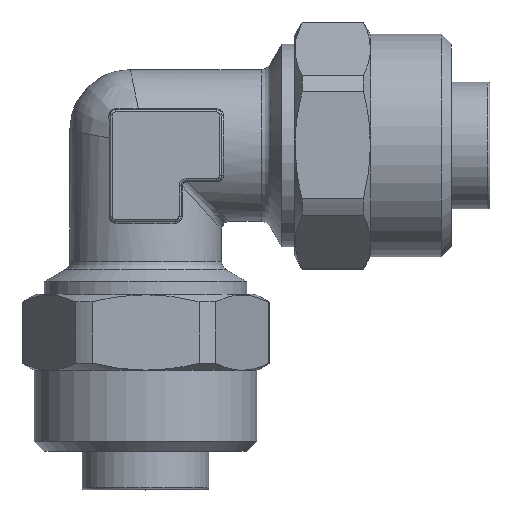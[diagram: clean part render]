
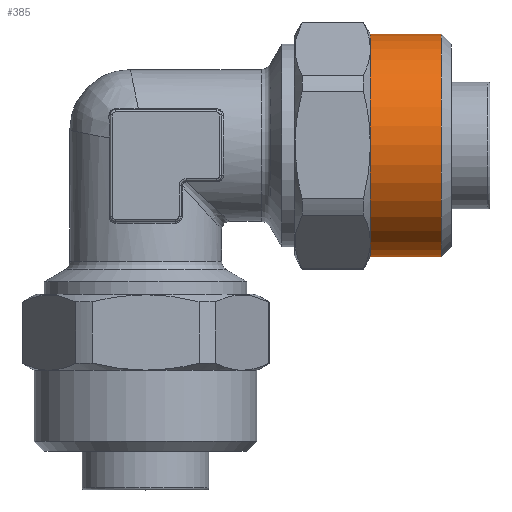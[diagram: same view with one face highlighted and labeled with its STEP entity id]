
A CAD part, top view. The second image highlights one B-rep face of the part: STEP entity #385.
In plain terms, the highlighted cylindrical face has radius 11 mm (diameter 22 mm), a full revolution.
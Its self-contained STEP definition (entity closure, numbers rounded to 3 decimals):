
#385 = ADVANCED_FACE( 'NONE', ( #845, #846 ), #847, .T. );
#845 = FACE_OUTER_BOUND( '', #1816, .T. );
#846 = FACE_OUTER_BOUND( '', #1817, .T. );
#847 = CYLINDRICAL_SURFACE( '', #1818, 11. );
#1816 = EDGE_LOOP( '', ( #2990, #2991, #2992, #2993, #2994, #2995 ) );
#1817 = EDGE_LOOP( '', ( #2996 ) );
#1818 = AXIS2_PLACEMENT_3D( '', #2997, #2998, #2999 );
#2990 = ORIENTED_EDGE( '', *, *, #3872, .F. );
#2991 = ORIENTED_EDGE( '', *, *, #3873, .F. );
#2992 = ORIENTED_EDGE( '', *, *, #3825, .F. );
#2993 = ORIENTED_EDGE( '', *, *, #3668, .F. );
#2994 = ORIENTED_EDGE( '', *, *, #3631, .F. );
#2995 = ORIENTED_EDGE( '', *, *, #3874, .F. );
#2996 = ORIENTED_EDGE( '', *, *, #3816, .T. );
#2997 = CARTESIAN_POINT( '', ( 11.487, 0., 0. ) );
#2998 = DIRECTION( '', ( 1., 0., 0. ) );
#2999 = DIRECTION( '', ( 0., 0., -1. ) );
#3631 = EDGE_CURVE( 'NONE', #4238, #3986, #4240, .T. );
#3668 = EDGE_CURVE( 'NONE', #3986, #4293, #4296, .T. );
#3816 = EDGE_CURVE( 'NONE', #4512, #4512, #4513, .T. );
#3825 = EDGE_CURVE( 'NONE', #4293, #4412, #4523, .T. );
#3872 = EDGE_CURVE( 'NONE', #4492, #4226, #4585, .T. );
#3873 = EDGE_CURVE( 'NONE', #4412, #4492, #4586, .T. );
#3874 = EDGE_CURVE( 'NONE', #4226, #4238, #4587, .T. );
#3986 = VERTEX_POINT( 'NONE', #4717 );
#4226 = VERTEX_POINT( 'NONE', #5304 );
#4238 = VERTEX_POINT( 'NONE', #5334 );
#4240 = CIRCLE( '', #5340, 11. );
#4293 = VERTEX_POINT( 'NONE', #5464 );
#4296 = CIRCLE( '', #5471, 11. );
#4412 = VERTEX_POINT( 'NONE', #5748 );
#4492 = VERTEX_POINT( 'NONE', #5940 );
#4512 = VERTEX_POINT( '', #5987 );
#4513 = CIRCLE( '', #5988, 11. );
#4523 = CIRCLE( '', #5999, 11. );
#4585 = CIRCLE( '', #6069, 11. );
#4586 = CIRCLE( '', #6070, 11. );
#4587 = CIRCLE( '', #6071, 11. );
#4717 = CARTESIAN_POINT( '', ( 22.2, 0., -11. ) );
#5304 = CARTESIAN_POINT( '', ( 22.2, 9.526, 5.5 ) );
#5334 = CARTESIAN_POINT( '', ( 22.2, 9.526, -5.5 ) );
#5340 = AXIS2_PLACEMENT_3D( '', #6495, #6496, #6497 );
#5464 = CARTESIAN_POINT( '', ( 22.2, -9.526, -5.5 ) );
#5471 = AXIS2_PLACEMENT_3D( '', #6543, #6544, #6545 );
#5748 = CARTESIAN_POINT( '', ( 22.2, -9.526, 5.5 ) );
#5940 = CARTESIAN_POINT( '', ( 22.2, 0., 11. ) );
#5987 = CARTESIAN_POINT( '', ( 29.2, 0., -11. ) );
#5988 = AXIS2_PLACEMENT_3D( '', #6719, #6720, #6721 );
#5999 = AXIS2_PLACEMENT_3D( '', #6732, #6733, #6734 );
#6069 = AXIS2_PLACEMENT_3D( '', #6803, #6804, #6805 );
#6070 = AXIS2_PLACEMENT_3D( '', #6806, #6807, #6808 );
#6071 = AXIS2_PLACEMENT_3D( '', #6809, #6810, #6811 );
#6495 = CARTESIAN_POINT( '', ( 22.2, 0., 0. ) );
#6496 = DIRECTION( '', ( -1., 0., 0. ) );
#6497 = DIRECTION( '', ( 0., 0., -1. ) );
#6543 = CARTESIAN_POINT( '', ( 22.2, 0., 0. ) );
#6544 = DIRECTION( '', ( -1., 0., 0. ) );
#6545 = DIRECTION( '', ( 0., 0., -1. ) );
#6719 = CARTESIAN_POINT( '', ( 29.2, 0., 0. ) );
#6720 = DIRECTION( '', ( -1., 0., 0. ) );
#6721 = DIRECTION( '', ( 0., 0., -1. ) );
#6732 = CARTESIAN_POINT( '', ( 22.2, 0., 0. ) );
#6733 = DIRECTION( '', ( -1., 0., 0. ) );
#6734 = DIRECTION( '', ( 0., 0., -1. ) );
#6803 = CARTESIAN_POINT( '', ( 22.2, 0., 0. ) );
#6804 = DIRECTION( '', ( -1., 0., 0. ) );
#6805 = DIRECTION( '', ( 0., 0., -1. ) );
#6806 = CARTESIAN_POINT( '', ( 22.2, 0., 0. ) );
#6807 = DIRECTION( '', ( -1., 0., 0. ) );
#6808 = DIRECTION( '', ( 0., 0., -1. ) );
#6809 = CARTESIAN_POINT( '', ( 22.2, 0., 0. ) );
#6810 = DIRECTION( '', ( -1., 0., 0. ) );
#6811 = DIRECTION( '', ( 0., 0., -1. ) );
